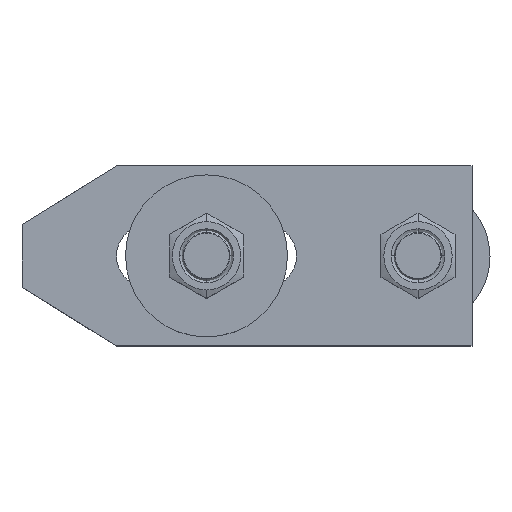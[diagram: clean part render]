
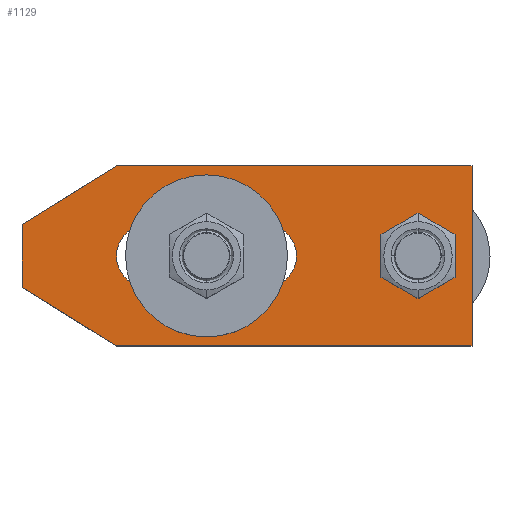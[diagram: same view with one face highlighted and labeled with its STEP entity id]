
A CAD part, top view. The second image highlights one B-rep face of the part: STEP entity #1129.
In plain terms, the highlighted planar face has unit normal (0, 0, 1).
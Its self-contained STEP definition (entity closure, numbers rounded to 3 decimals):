
#753=EDGE_CURVE('',#1143,#1665,#1884,.T.);
#875=EDGE_CURVE('',#995,#909,#2028,.T.);
#891=EDGE_CURVE('',#907,#941,#2045,.T.);
#907=VERTEX_POINT('',#2061);
#909=VERTEX_POINT('',#2063);
#911=EDGE_CURVE('',#1665,#907,#2065,.T.);
#935=EDGE_CURVE('',#941,#1237,#2092,.T.);
#941=VERTEX_POINT('',#2099);
#943=EDGE_CURVE('',#967,#1065,#2101,.T.);
#963=EDGE_CURVE('',#991,#967,#2125,.T.);
#967=VERTEX_POINT('',#2129);
#987=EDGE_CURVE('',#1031,#991,#2152,.T.);
#991=VERTEX_POINT('',#2156);
#995=VERTEX_POINT('',#2160);
#1025=EDGE_CURVE('',#1065,#1031,#2193,.T.);
#1031=VERTEX_POINT('',#2199);
#1065=VERTEX_POINT('',#2234);
#1097=EDGE_CURVE('',#909,#995,#2269,.T.);
#1101=EDGE_CURVE('',#1215,#1143,#2273,.T.);
#1129=ADVANCED_FACE('',(#2304,#2305,#2306),#2307,.T.);
#1143=VERTEX_POINT('',#2323);
#1205=EDGE_CURVE('',#1237,#1215,#2388,.T.);
#1215=VERTEX_POINT('',#2399);
#1237=VERTEX_POINT('',#2421);
#1665=VERTEX_POINT('',#2894);
#1884=LINE('',#3169,#3170);
#2028=CIRCLE('',#3367,6.0);
#2045=LINE('',#3390,#3391);
#2061=CARTESIAN_POINT('',(100.0,20.0,20.0));
#2063=CARTESIAN_POINT('',(94.0,0.,20.0));
#2065=LINE('',#3424,#3425);
#2092=LINE('',#3461,#3462);
#2099=CARTESIAN_POINT('',(100.0,-20.0,20.0));
#2101=LINE('',#3474,#3475);
#2125=CIRCLE('',#3505,7.0);
#2129=CARTESIAN_POINT('',(54.0,-7.0,20.0));
#2152=LINE('',#3538,#3539);
#2156=CARTESIAN_POINT('',(54.0,7.0,20.0));
#2160=CARTESIAN_POINT('',(82.0,0.,20.0));
#2193=CIRCLE('',#3602,7.0);
#2199=CARTESIAN_POINT('',(28.0,7.0,20.0));
#2234=CARTESIAN_POINT('',(28.0,-7.0,20.0));
#2269=CIRCLE('',#3725,6.0);
#2273=LINE('',#3731,#3732);
#2304=FACE_BOUND('',#3784,.T.);
#2305=FACE_BOUND('',#3785,.T.);
#2306=FACE_OUTER_BOUND('',#3786,.T.);
#2307=PLANE('',#3787);
#2323=CARTESIAN_POINT('',(0.0,7.,20.0));
#2388=LINE('',#3962,#3963);
#2399=CARTESIAN_POINT('',(0.0,-7.,20.0));
#2421=CARTESIAN_POINT('',(21.0,-20.0,20.0));
#2894=CARTESIAN_POINT('',(21.0,20.0,20.0));
#3169=CARTESIAN_POINT('',(21.0,20.0,20.0));
#3170=VECTOR('',#4989,1.0);
#3367=AXIS2_PLACEMENT_3D('',#5174,#5175,#5176);
#3390=CARTESIAN_POINT('',(100.0,-20.0,20.0));
#3391=VECTOR('',#5198,1.0);
#3424=CARTESIAN_POINT('',(100.0,20.0,20.0));
#3425=VECTOR('',#5205,1.0);
#3461=CARTESIAN_POINT('',(21.0,-20.0,20.0));
#3462=VECTOR('',#5239,1.0);
#3474=CARTESIAN_POINT('',(53.928,-7.0,20.0));
#3475=VECTOR('',#5249,1.0);
#3505=AXIS2_PLACEMENT_3D('',#5291,#5292,#5293);
#3538=CARTESIAN_POINT('',(40.928,7.0,20.0));
#3539=VECTOR('',#5323,1.0);
#3602=AXIS2_PLACEMENT_3D('',#5358,#5359,#5360);
#3725=AXIS2_PLACEMENT_3D('',#5419,#5420,#5421);
#3731=CARTESIAN_POINT('',(0.0,7.,20.0));
#3732=VECTOR('',#5425,1.0);
#3784=EDGE_LOOP('',(#5466,#5467));
#3785=EDGE_LOOP('',(#5468,#5469,#5470,#5471));
#3786=EDGE_LOOP('',(#5472,#5473,#5474,#5475,#5476,#5477));
#3787=AXIS2_PLACEMENT_3D('',#5478,#5479,#5480);
#3962=CARTESIAN_POINT('',(0.0,-7.,20.0));
#3963=VECTOR('',#5549,1.0);
#4989=DIRECTION('',(0.85,0.526,0.0));
#5174=CARTESIAN_POINT('',(88.0,0.0,20.0));
#5175=DIRECTION('',(0.0,0.0,-1.0));
#5176=DIRECTION('',(-1.0,0.,0.0));
#5198=DIRECTION('',(0.0,-1.0,0.0));
#5205=DIRECTION('',(1.0,0.0,0.0));
#5239=DIRECTION('',(-1.0,0.0,0.0));
#5249=DIRECTION('',(-1.0,0.0,0.0));
#5291=CARTESIAN_POINT('',(54.0,0.0,20.0));
#5292=DIRECTION('',(0.0,0.0,-1.0));
#5293=DIRECTION('',(0.0,1.0,0.0));
#5323=DIRECTION('',(1.0,0.0,0.0));
#5358=CARTESIAN_POINT('',(28.0,0.0,20.0));
#5359=DIRECTION('',(0.0,0.0,-1.0));
#5360=DIRECTION('',(0.0,-1.0,0.0));
#5419=CARTESIAN_POINT('',(88.0,0.0,20.0));
#5420=DIRECTION('',(0.0,0.0,-1.0));
#5421=DIRECTION('',(-1.0,0.,0.0));
#5425=DIRECTION('',(0.0,1.0,0.0));
#5466=ORIENTED_EDGE('',*,*,#875,.T.);
#5467=ORIENTED_EDGE('',*,*,#1097,.T.);
#5468=ORIENTED_EDGE('',*,*,#1025,.T.);
#5469=ORIENTED_EDGE('',*,*,#987,.T.);
#5470=ORIENTED_EDGE('',*,*,#963,.T.);
#5471=ORIENTED_EDGE('',*,*,#943,.T.);
#5472=ORIENTED_EDGE('',*,*,#935,.F.);
#5473=ORIENTED_EDGE('',*,*,#891,.F.);
#5474=ORIENTED_EDGE('',*,*,#911,.F.);
#5475=ORIENTED_EDGE('',*,*,#753,.F.);
#5476=ORIENTED_EDGE('',*,*,#1101,.F.);
#5477=ORIENTED_EDGE('',*,*,#1205,.F.);
#5478=CARTESIAN_POINT('',(53.856,0.,20.0));
#5479=DIRECTION('',(0.0,0.0,1.0));
#5480=DIRECTION('',(1.0,0.0,0.0));
#5549=DIRECTION('',(-0.85,0.526,0.0));
